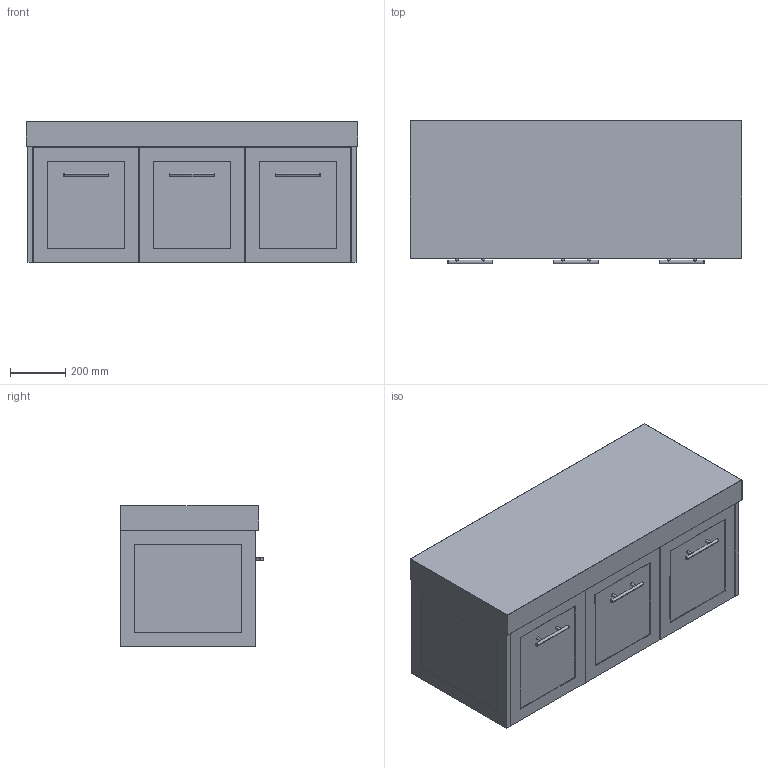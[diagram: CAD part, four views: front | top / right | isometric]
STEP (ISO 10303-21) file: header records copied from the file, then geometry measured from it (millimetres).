
FILE_DESCRIPTION(/* description */ (''),/* implementation_level */ '2;1');
FILE_NAME(/* name */ 'Kado Lux All-Door WH 1200 (90MM)',/* time_stamp */ '2025-07-09T14:55:48+10:00',/* author */ (''),/* organization */ (''),/* preprocessor_version */ 'ST-DEVELOPER v16.5',/* originating_system */ '',/* authorisation */ '');
FILE_SCHEMA (('AUTOMOTIVE_DESIGN'));
Length unit declared in the file: millimetre
Products named in the file (9): Document; Kado Lux All-Door WH 1200 (90MM); Blank Benchtops ALL161718; 1200 Benchtop (90mm)78; Kado Lux All-Door (Wall Hung)21; Kado Lux All-Door WH ALL20; Kado Lux All-Door WH 1200 Carcass19; Kado Lux All-Door WH 1200 Carcass23; Cross Bar Handle 9615
Assembly tree (10 placements, depth 6):
  Document
    Kado Lux All-Door WH 1200 (90MM)
      Blank Benchtops ALL161718
        1200 Benchtop (90mm)78
      Kado Lux All-Door (Wall Hung)21
        Kado Lux All-Door WH ALL20
          Kado Lux All-Door WH 1200 Carcass19
            Kado Lux All-Door WH 1200 Carcass23
            Cross Bar Handle 9615  x3
Bounding box: 1200 x 518 x 510 mm (x, y, z)
Volume: 42052006.3 mm3; surface area: 6023407.9 mm2
Topology: 12 solids, 12 shells, 143 faces, 301 edges, 182 vertices
Faces by surface type: plane 96, cylinder 29, bspline 18
Entity records: 3402 total; most frequent: CARTESIAN_POINT 1307, ORIENTED_EDGE 478, EDGE_CURVE 239, B_SPLINE_CURVE_WITH_KNOTS 207, VERTEX_POINT 150, DIRECTION 149, AXIS2_PLACEMENT_3D 127, EDGE_LOOP 121
